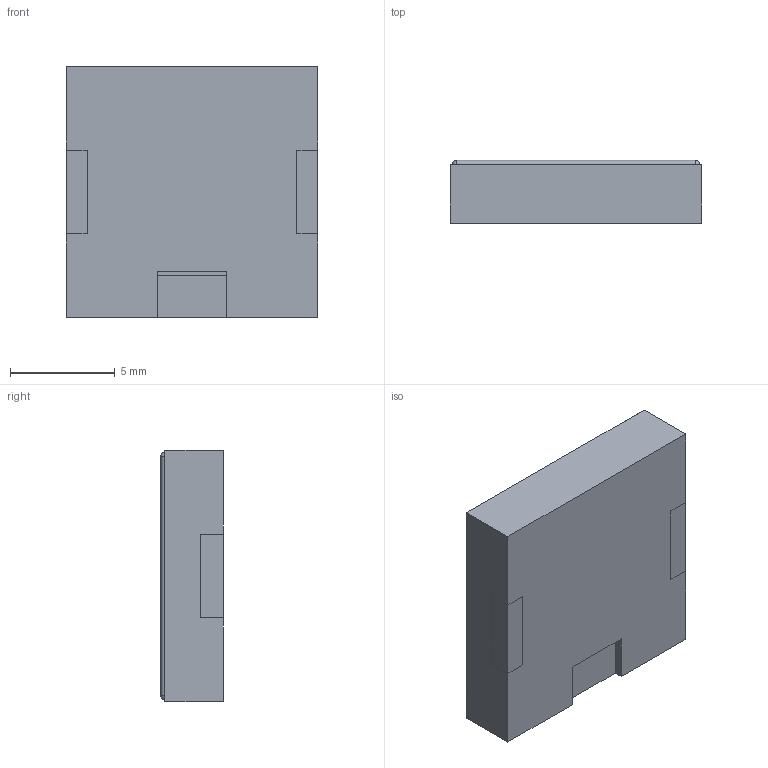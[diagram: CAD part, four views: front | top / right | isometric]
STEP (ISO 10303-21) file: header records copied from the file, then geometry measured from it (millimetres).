
FILE_DESCRIPTION (( 'STEP AP214' ), '1' );
FILE_NAME ('PKLCS1212E2000-R1.STEP', '2020-07-15T11:15:21', ( '' ), ( '' ), 'SwSTEP 2.0', 'SolidWorks 2017', '' );
FILE_SCHEMA (( 'AUTOMOTIVE_DESIGN' ));
Length unit declared in the file: millimetre
Products named in the file (1): PKLCS1212E2000-R1
Bounding box: 12 x 3 x 12 mm (x, y, z)
Volume: 427.4 mm3; surface area: 477.3 mm2
Topology: 4 solids, 4 shells, 67 faces, 162 edges, 104 vertices
Faces by surface type: plane 57, cylinder 6, sphere 4
Entity records: 1965 total; most frequent: CARTESIAN_POINT 330, ORIENTED_EDGE 316, DIRECTION 310, EDGE_CURVE 158, VECTOR 142, LINE 142, VERTEX_POINT 104, AXIS2_PLACEMENT_3D 84
